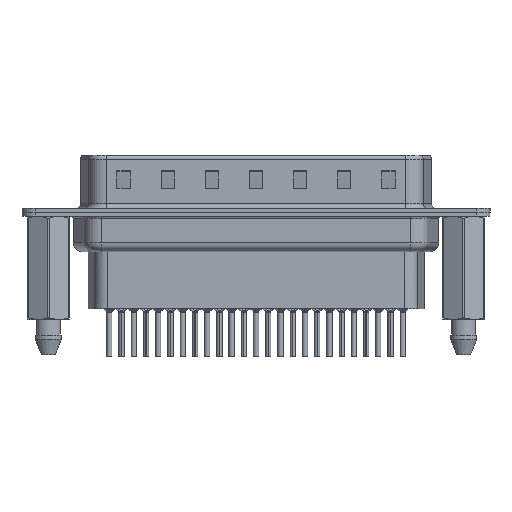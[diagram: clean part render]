
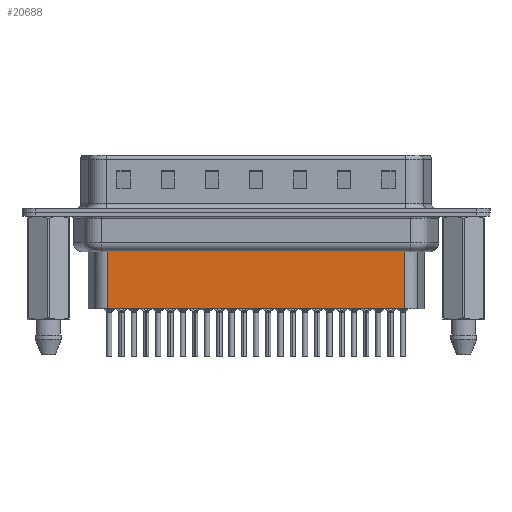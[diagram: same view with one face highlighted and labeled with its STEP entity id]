
A CAD part, front view. The second image highlights one B-rep face of the part: STEP entity #20688.
In plain terms, the highlighted planar face has unit normal (0, -1, 0).
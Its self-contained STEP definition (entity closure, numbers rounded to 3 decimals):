
#1432 = LINE ( 'NONE', #20135, #24758 ) ;
#1961 = EDGE_CURVE ( 'NONE', #21975, #13245, #10439, .T. ) ;
#1969 = DIRECTION ( 'NONE',  ( 0., 0., -1. ) ) ;
#2666 = VECTOR ( 'NONE', #1969, 1000. ) ;
#3898 = EDGE_CURVE ( 'NONE', #9329, #22350, #27321, .T. ) ;
#4623 = DIRECTION ( 'NONE',  ( 0., -1., 0. ) ) ;
#4770 = DIRECTION ( 'NONE',  ( 1., 0., 0. ) ) ;
#4909 = FACE_OUTER_BOUND ( 'NONE', #12774, .T. ) ;
#4917 = EDGE_CURVE ( 'NONE', #9329, #21975, #1432, .T. ) ;
#5786 = CARTESIAN_POINT ( 'NONE',  ( 40.344, -3.5, -3.1 ) ) ;
#7581 = CARTESIAN_POINT ( 'NONE',  ( 6.706, -3.5, -4.097 ) ) ;
#8424 = AXIS2_PLACEMENT_3D ( 'NONE', #17860, #4623, #4770 ) ;
#8713 = VECTOR ( 'NONE', #12115, 1000. ) ;
#9329 = VERTEX_POINT ( 'NONE', #25707 ) ;
#9719 = LINE ( 'NONE', #10000, #8713 ) ;
#10000 = CARTESIAN_POINT ( 'NONE',  ( 6.706, -3.5, -10.95 ) ) ;
#10439 = LINE ( 'NONE', #24801, #2666 ) ;
#12115 = DIRECTION ( 'NONE',  ( -1., 0., 0. ) ) ;
#12404 = ORIENTED_EDGE ( 'NONE', *, *, #26882, .F. ) ;
#12774 = EDGE_LOOP ( 'NONE', ( #22530, #23145, #23009, #12404 ) ) ;
#13245 = VERTEX_POINT ( 'NONE', #21285 ) ;
#13827 = DIRECTION ( 'NONE',  ( -1., 0., 0. ) ) ;
#14380 = DIRECTION ( 'NONE',  ( 0., 0., -1. ) ) ;
#15424 = CARTESIAN_POINT ( 'NONE',  ( 40.344, -3.5, -10.95 ) ) ;
#17860 = CARTESIAN_POINT ( 'NONE',  ( 6.706, -3.5, -3.1 ) ) ;
#20135 = CARTESIAN_POINT ( 'NONE',  ( 6.459, -3.5, -4.097 ) ) ;
#20688 = ADVANCED_FACE ( 'NONE', ( #4909 ), #21787, .T. ) ;
#21285 = CARTESIAN_POINT ( 'NONE',  ( 6.706, -3.5, -10.95 ) ) ;
#21787 = PLANE ( 'NONE',  #8424 ) ;
#21975 = VERTEX_POINT ( 'NONE', #7581 ) ;
#22350 = VERTEX_POINT ( 'NONE', #15424 ) ;
#22530 = ORIENTED_EDGE ( 'NONE', *, *, #3898, .F. ) ;
#23009 = ORIENTED_EDGE ( 'NONE', *, *, #1961, .T. ) ;
#23145 = ORIENTED_EDGE ( 'NONE', *, *, #4917, .T. ) ;
#24758 = VECTOR ( 'NONE', #13827, 1000. ) ;
#24801 = CARTESIAN_POINT ( 'NONE',  ( 6.706, -3.5, -3.1 ) ) ;
#25707 = CARTESIAN_POINT ( 'NONE',  ( 40.344, -3.5, -4.097 ) ) ;
#26882 = EDGE_CURVE ( 'NONE', #22350, #13245, #9719, .T. ) ;
#27321 = LINE ( 'NONE', #5786, #27427 ) ;
#27427 = VECTOR ( 'NONE', #14380, 1000. ) ;
